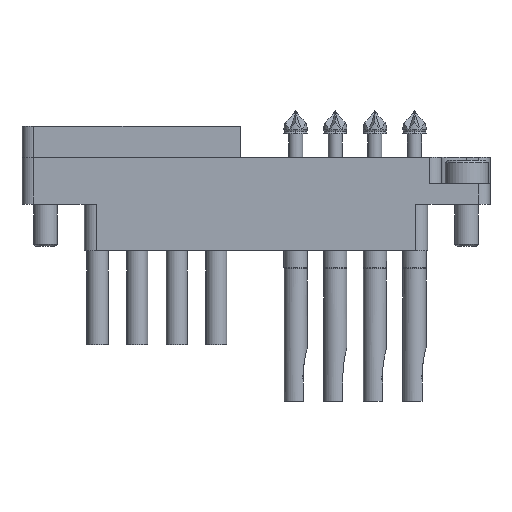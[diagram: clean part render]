
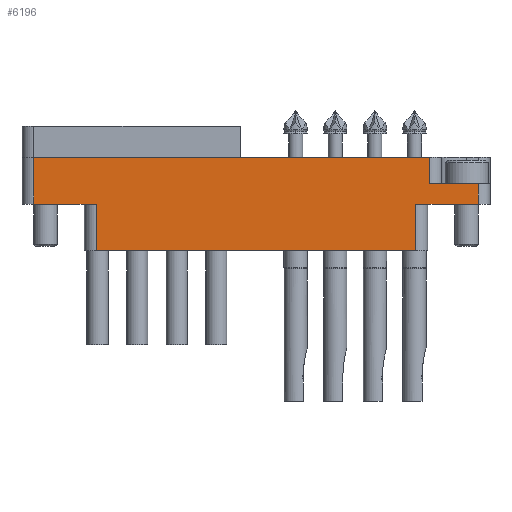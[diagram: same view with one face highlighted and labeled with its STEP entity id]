
A CAD part, left-side view. The second image highlights one B-rep face of the part: STEP entity #6196.
In plain terms, the highlighted face is planar.
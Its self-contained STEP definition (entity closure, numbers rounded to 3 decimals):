
#564 = LINE ( 'NONE', #16182, #27033 ) ;
#1262 = EDGE_CURVE ( 'NONE', #16594, #14105, #10358, .T. ) ;
#1469 = CARTESIAN_POINT ( 'NONE',  ( -20.5, -6., 14.35 ) ) ;
#1553 = VECTOR ( 'NONE', #8275, 1000. ) ;
#1565 = ORIENTED_EDGE ( 'NONE', *, *, #12192, .T. ) ;
#2782 = DIRECTION ( 'NONE',  ( 1., 0., 0. ) ) ;
#2788 = EDGE_CURVE ( 'NONE', #10231, #22921, #4623, .T. ) ;
#2808 = ORIENTED_EDGE ( 'NONE', *, *, #14770, .F. ) ;
#3496 = ORIENTED_EDGE ( 'NONE', *, *, #19498, .T. ) ;
#3728 = DIRECTION ( 'NONE',  ( 1., 0., 0. ) ) ;
#3907 = DIRECTION ( 'NONE',  ( 0., 1., 0. ) ) ;
#4463 = ORIENTED_EDGE ( 'NONE', *, *, #26704, .T. ) ;
#4623 = LINE ( 'NONE', #13277, #8087 ) ;
#4909 = ORIENTED_EDGE ( 'NONE', *, *, #10862, .F. ) ;
#5476 = CARTESIAN_POINT ( 'NONE',  ( 20.5, -6., 14.35 ) ) ;
#6196 = ADVANCED_FACE ( 'NONE', ( #6842 ), #15669, .F. ) ;
#6245 = CARTESIAN_POINT ( 'NONE',  ( 28.5, 2.6, 14.35 ) ) ;
#6658 = CARTESIAN_POINT ( 'NONE',  ( 20.5, 0., 14.35 ) ) ;
#6842 = FACE_OUTER_BOUND ( 'NONE', #17098, .T. ) ;
#7421 = VECTOR ( 'NONE', #24075, 1000. ) ;
#7653 = ORIENTED_EDGE ( 'NONE', *, *, #10080, .T. ) ;
#8087 = VECTOR ( 'NONE', #13853, 1000. ) ;
#8163 = ORIENTED_EDGE ( 'NONE', *, *, #11845, .T. ) ;
#8275 = DIRECTION ( 'NONE',  ( -1., 0., 0. ) ) ;
#8693 = LINE ( 'NONE', #6658, #20951 ) ;
#8700 = LINE ( 'NONE', #19249, #1553 ) ;
#9304 = DIRECTION ( 'NONE',  ( -1., 0., 0. ) ) ;
#9494 = VERTEX_POINT ( 'NONE', #5476 ) ;
#10080 = EDGE_CURVE ( 'NONE', #24778, #14105, #15232, .T. ) ;
#10231 = VERTEX_POINT ( 'NONE', #10769 ) ;
#10311 = VECTOR ( 'NONE', #3728, 1000. ) ;
#10358 = LINE ( 'NONE', #26172, #10311 ) ;
#10416 = CARTESIAN_POINT ( 'NONE',  ( -28.5, 6., 14.35 ) ) ;
#10769 = CARTESIAN_POINT ( 'NONE',  ( -20.5, 0., 14.35 ) ) ;
#10814 = CARTESIAN_POINT ( 'NONE',  ( 20.5, 0., 14.35 ) ) ;
#10862 = EDGE_CURVE ( 'NONE', #9494, #18958, #8700, .T. ) ;
#11578 = ORIENTED_EDGE ( 'NONE', *, *, #23089, .F. ) ;
#11845 = EDGE_CURVE ( 'NONE', #10231, #18958, #564, .T. ) ;
#12192 = EDGE_CURVE ( 'NONE', #16594, #22921, #16757, .T. ) ;
#12539 = CARTESIAN_POINT ( 'NONE',  ( 22.25, 6., 14.35 ) ) ;
#12992 = CARTESIAN_POINT ( 'NONE',  ( 28.5, 2.6, 14.35 ) ) ;
#13277 = CARTESIAN_POINT ( 'NONE',  ( 30., 0., 14.35 ) ) ;
#13784 = LINE ( 'NONE', #27409, #17823 ) ;
#13853 = DIRECTION ( 'NONE',  ( -1., 0., 0. ) ) ;
#14025 = DIRECTION ( 'NONE',  ( 0., -1., 0. ) ) ;
#14105 = VERTEX_POINT ( 'NONE', #12539 ) ;
#14770 = EDGE_CURVE ( 'NONE', #24778, #16617, #13784, .T. ) ;
#14952 = CARTESIAN_POINT ( 'NONE',  ( 22.25, 0., 14.35 ) ) ;
#15232 = LINE ( 'NONE', #14952, #7421 ) ;
#15525 = CARTESIAN_POINT ( 'NONE',  ( -30., 0., 14.35 ) ) ;
#15669 = PLANE ( 'NONE',  #25805 ) ;
#15758 = DIRECTION ( 'NONE',  ( 0., 1., 0. ) ) ;
#16182 = CARTESIAN_POINT ( 'NONE',  ( -20.5, 0., 14.35 ) ) ;
#16594 = VERTEX_POINT ( 'NONE', #10416 ) ;
#16617 = VERTEX_POINT ( 'NONE', #6245 ) ;
#16757 = LINE ( 'NONE', #25641, #25674 ) ;
#17098 = EDGE_LOOP ( 'NONE', ( #19206, #8163, #4909, #4463, #11578, #3496, #2808, #7653, #18139, #1565 ) ) ;
#17823 = VECTOR ( 'NONE', #2782, 1000. ) ;
#18139 = ORIENTED_EDGE ( 'NONE', *, *, #1262, .F. ) ;
#18276 = CARTESIAN_POINT ( 'NONE',  ( -28.5, 0., 14.35 ) ) ;
#18720 = CARTESIAN_POINT ( 'NONE',  ( 30., 0., 14.35 ) ) ;
#18794 = DIRECTION ( 'NONE',  ( 0., -1., 0. ) ) ;
#18958 = VERTEX_POINT ( 'NONE', #1469 ) ;
#19156 = CARTESIAN_POINT ( 'NONE',  ( 28.5, 0., 14.35 ) ) ;
#19206 = ORIENTED_EDGE ( 'NONE', *, *, #2788, .F. ) ;
#19249 = CARTESIAN_POINT ( 'NONE',  ( -22., -6., 14.35 ) ) ;
#19498 = EDGE_CURVE ( 'NONE', #22314, #16617, #28067, .T. ) ;
#19505 = VERTEX_POINT ( 'NONE', #10814 ) ;
#20882 = VECTOR ( 'NONE', #27593, 1000. ) ;
#20951 = VECTOR ( 'NONE', #15758, 1000. ) ;
#22044 = DIRECTION ( 'NONE',  ( 0., 0., -1. ) ) ;
#22314 = VERTEX_POINT ( 'NONE', #19156 ) ;
#22636 = VECTOR ( 'NONE', #3907, 1000. ) ;
#22921 = VERTEX_POINT ( 'NONE', #18276 ) ;
#23089 = EDGE_CURVE ( 'NONE', #22314, #19505, #25715, .T. ) ;
#24075 = DIRECTION ( 'NONE',  ( 0., 1., 0. ) ) ;
#24778 = VERTEX_POINT ( 'NONE', #24869 ) ;
#24869 = CARTESIAN_POINT ( 'NONE',  ( 22.25, 2.6, 14.35 ) ) ;
#25641 = CARTESIAN_POINT ( 'NONE',  ( -28.5, 0., 14.35 ) ) ;
#25674 = VECTOR ( 'NONE', #18794, 1000. ) ;
#25715 = LINE ( 'NONE', #18720, #20882 ) ;
#25805 = AXIS2_PLACEMENT_3D ( 'NONE', #15525, #22044, #9304 ) ;
#26172 = CARTESIAN_POINT ( 'NONE',  ( -30., 6., 14.35 ) ) ;
#26704 = EDGE_CURVE ( 'NONE', #9494, #19505, #8693, .T. ) ;
#27033 = VECTOR ( 'NONE', #14025, 1000. ) ;
#27409 = CARTESIAN_POINT ( 'NONE',  ( 30., 2.6, 14.35 ) ) ;
#27593 = DIRECTION ( 'NONE',  ( -1., 0., 0. ) ) ;
#28067 = LINE ( 'NONE', #12992, #22636 ) ;
